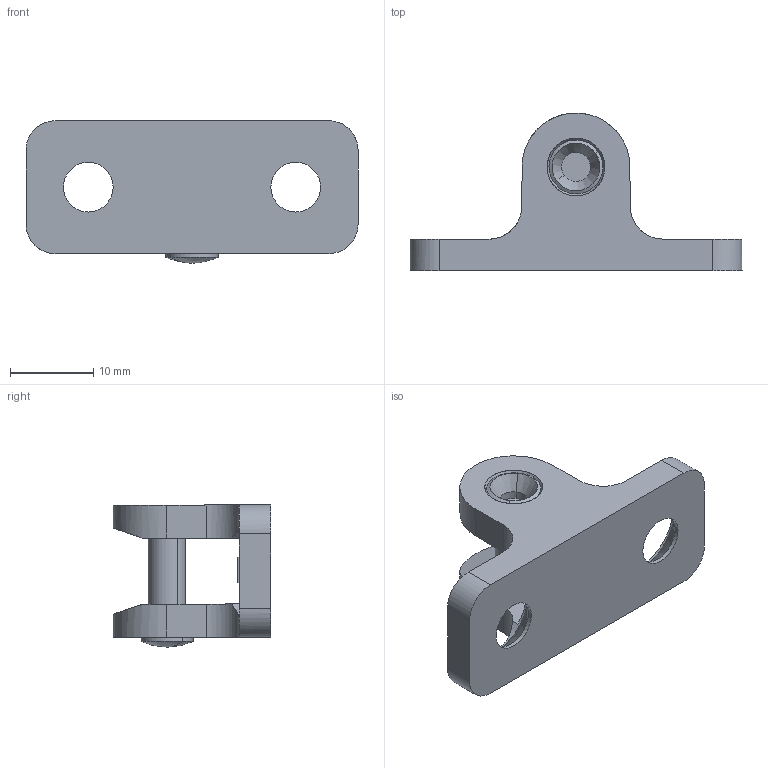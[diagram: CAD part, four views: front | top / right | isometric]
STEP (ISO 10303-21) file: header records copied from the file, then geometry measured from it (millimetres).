
FILE_DESCRIPTION (( 'STEP AP203' ), '1' );
FILE_NAME ('ILK03.1.1.STEP', '2022-07-28T07:13:13', ( '' ), ( '' ), 'SwSTEP 2.0', 'SolidWorks 2021', '' );
FILE_SCHEMA (( 'CONFIG_CONTROL_DESIGN' ));
Length unit declared in the file: millimetre
Products named in the file (1): ILK03.1.1
Bounding box: 40 x 19 x 17.16 mm (x, y, z)
Surface area: 2933.2 mm2 (no closed solid volume)
Topology: 0 solids, 3 shells, 75 faces, 223 edges, 148 vertices
Faces by surface type: cylinder 31, plane 22, cone 12, bspline 8, sphere 2
Entity records: 3165 total; most frequent: CARTESIAN_POINT 1254, ORIENTED_EDGE 402, DIRECTION 331, EDGE_CURVE 223, VERTEX_POINT 148, AXIS2_PLACEMENT_3D 111, LINE 109, VECTOR 109
